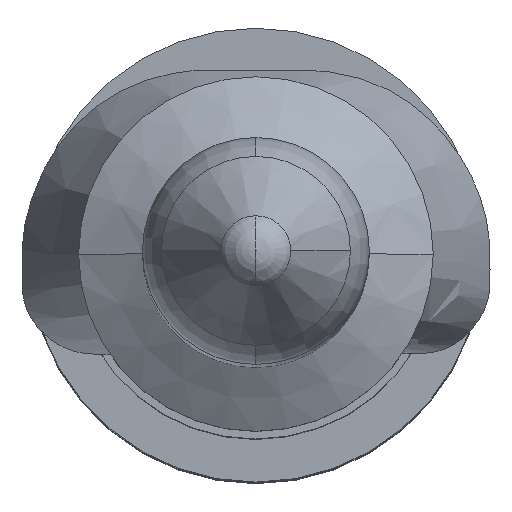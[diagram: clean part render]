
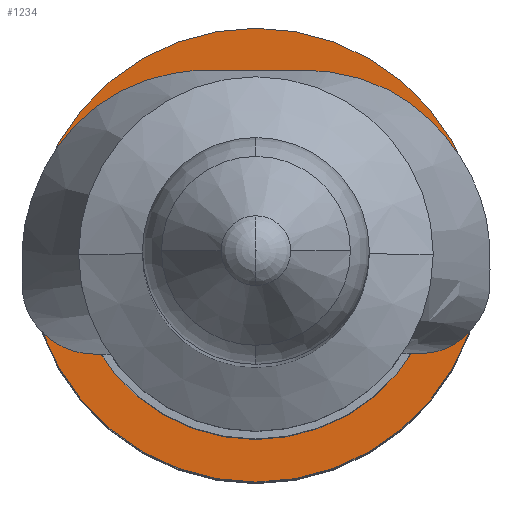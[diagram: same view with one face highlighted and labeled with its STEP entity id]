
A CAD part, top view. The second image highlights one B-rep face of the part: STEP entity #1234.
In plain terms, the highlighted planar face has unit normal (0, 0, 1).
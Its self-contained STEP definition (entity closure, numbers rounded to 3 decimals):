
#27 = EDGE_CURVE ( 'NONE', #547, #1146, #98, .T. ) ;
#45 = CARTESIAN_POINT ( 'NONE',  ( -1.3, 0., 6.7 ) ) ;
#98 = CIRCLE ( 'NONE', #1495, 1.3 ) ;
#133 = CIRCLE ( 'NONE', #1040, 1.6 ) ;
#146 = CARTESIAN_POINT ( 'NONE',  ( 0., 0., 6.7 ) ) ;
#220 = CARTESIAN_POINT ( 'NONE',  ( 1.3, 0., 6.7 ) ) ;
#335 = DIRECTION ( 'NONE',  ( 1., 0., 0. ) ) ;
#350 = CARTESIAN_POINT ( 'NONE',  ( 0., 0., 6.7 ) ) ;
#398 = EDGE_LOOP ( 'NONE', ( #461, #586 ) ) ;
#441 = EDGE_CURVE ( 'NONE', #1374, #584, #1057, .T. ) ;
#461 = ORIENTED_EDGE ( 'NONE', *, *, #1141, .F. ) ;
#467 = DIRECTION ( 'NONE',  ( 0., 0., 1. ) ) ;
#547 = VERTEX_POINT ( 'NONE', #45 ) ;
#584 = VERTEX_POINT ( 'NONE', #1044 ) ;
#586 = ORIENTED_EDGE ( 'NONE', *, *, #27, .F. ) ;
#607 = DIRECTION ( 'NONE',  ( 1., 0., 0. ) ) ;
#662 = AXIS2_PLACEMENT_3D ( 'NONE', #954, #1282, #1304 ) ;
#697 = CARTESIAN_POINT ( 'NONE',  ( 0., 0., 6.7 ) ) ;
#698 = EDGE_LOOP ( 'NONE', ( #1221, #815 ) ) ;
#815 = ORIENTED_EDGE ( 'NONE', *, *, #441, .T. ) ;
#840 = FACE_BOUND ( 'NONE', #398, .T. ) ;
#862 = DIRECTION ( 'NONE',  ( 1., 0., 0. ) ) ;
#880 = CARTESIAN_POINT ( 'NONE',  ( -1.6, 0., 6.7 ) ) ;
#954 = CARTESIAN_POINT ( 'NONE',  ( 0., 0., 6.7 ) ) ;
#967 = AXIS2_PLACEMENT_3D ( 'NONE', #350, #1289, #607 ) ;
#1000 = CARTESIAN_POINT ( 'NONE',  ( 0., 0., 6.7 ) ) ;
#1040 = AXIS2_PLACEMENT_3D ( 'NONE', #697, #467, #335 ) ;
#1044 = CARTESIAN_POINT ( 'NONE',  ( 1.6, 0., 6.7 ) ) ;
#1057 = CIRCLE ( 'NONE', #1371, 1.6 ) ;
#1088 = DIRECTION ( 'NONE',  ( 1., 0., 0. ) ) ;
#1102 = DIRECTION ( 'NONE',  ( 0., 0., 1. ) ) ;
#1115 = EDGE_CURVE ( 'NONE', #584, #1374, #133, .T. ) ;
#1141 = EDGE_CURVE ( 'NONE', #1146, #547, #1358, .T. ) ;
#1146 = VERTEX_POINT ( 'NONE', #220 ) ;
#1221 = ORIENTED_EDGE ( 'NONE', *, *, #1115, .T. ) ;
#1234 = ADVANCED_FACE ( 'NONE', ( #1404, #840 ), #1521, .T. ) ;
#1282 = DIRECTION ( 'NONE',  ( 0., 0., 1. ) ) ;
#1289 = DIRECTION ( 'NONE',  ( 0., 0., 1. ) ) ;
#1304 = DIRECTION ( 'NONE',  ( 1., 0., 0. ) ) ;
#1310 = DIRECTION ( 'NONE',  ( 0., 0., 1. ) ) ;
#1358 = CIRCLE ( 'NONE', #967, 1.3 ) ;
#1371 = AXIS2_PLACEMENT_3D ( 'NONE', #146, #1102, #1088 ) ;
#1374 = VERTEX_POINT ( 'NONE', #880 ) ;
#1404 = FACE_OUTER_BOUND ( 'NONE', #698, .T. ) ;
#1495 = AXIS2_PLACEMENT_3D ( 'NONE', #1000, #1310, #862 ) ;
#1521 = PLANE ( 'NONE',  #662 ) ;
